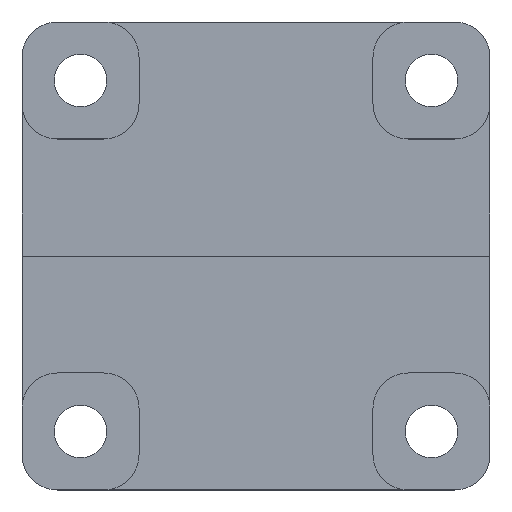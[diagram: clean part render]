
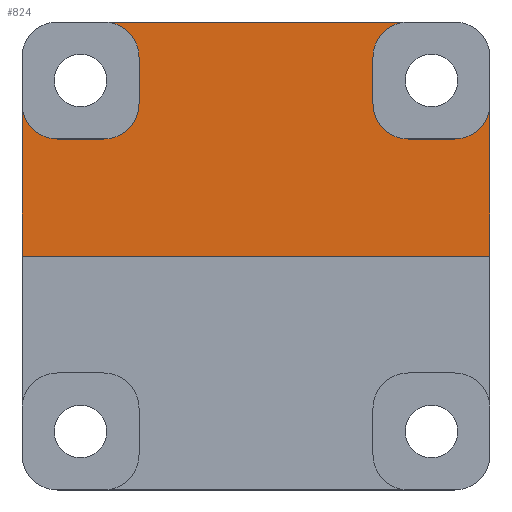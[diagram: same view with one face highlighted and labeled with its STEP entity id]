
A CAD part, top view. The second image highlights one B-rep face of the part: STEP entity #824.
In plain terms, the highlighted planar face has unit normal (0, 0, 1).
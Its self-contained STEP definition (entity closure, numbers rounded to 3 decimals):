
#35=PLANE('',#903);
#68=FACE_OUTER_BOUND('',#116,.T.);
#116=EDGE_LOOP('',(#641,#642,#643,#644,#645,#646,#647,#648,#649,#650,#651,
#652,#653,#654));
#147=LINE('',#1210,#227);
#154=LINE('',#1234,#234);
#160=LINE('',#1252,#240);
#167=LINE('',#1270,#247);
#173=LINE('',#1292,#253);
#180=LINE('',#1311,#260);
#181=LINE('',#1314,#261);
#183=LINE('',#1317,#263);
#227=VECTOR('',#960,10.);
#234=VECTOR('',#983,10.);
#240=VECTOR('',#1003,10.);
#247=VECTOR('',#1018,10.);
#253=VECTOR('',#1040,10.);
#260=VECTOR('',#1061,10.);
#261=VECTOR('',#1064,10.);
#263=VECTOR('',#1068,10.);
#306=CIRCLE('',#866,3.);
#311=CIRCLE('',#874,3.);
#312=CIRCLE('',#877,3.);
#316=CIRCLE('',#885,3.);
#321=CIRCLE('',#893,3.);
#322=CIRCLE('',#896,3.);
#347=VERTEX_POINT('',#1203);
#348=VERTEX_POINT('',#1205);
#349=VERTEX_POINT('',#1209);
#357=VERTEX_POINT('',#1229);
#358=VERTEX_POINT('',#1233);
#359=VERTEX_POINT('',#1237);
#363=VERTEX_POINT('',#1251);
#367=VERTEX_POINT('',#1260);
#368=VERTEX_POINT('',#1262);
#370=VERTEX_POINT('',#1268);
#377=VERTEX_POINT('',#1286);
#378=VERTEX_POINT('',#1290);
#379=VERTEX_POINT('',#1294);
#384=VERTEX_POINT('',#1313);
#427=EDGE_CURVE('',#348,#347,#306,.F.);
#429=EDGE_CURVE('',#349,#348,#147,.T.);
#439=EDGE_CURVE('',#357,#349,#311,.F.);
#441=EDGE_CURVE('',#358,#357,#154,.T.);
#443=EDGE_CURVE('',#359,#358,#312,.F.);
#450=EDGE_CURVE('',#359,#363,#160,.T.);
#455=EDGE_CURVE('',#367,#368,#316,.F.);
#459=EDGE_CURVE('',#370,#367,#167,.T.);
#468=EDGE_CURVE('',#377,#370,#321,.F.);
#470=EDGE_CURVE('',#378,#377,#173,.T.);
#472=EDGE_CURVE('',#379,#378,#322,.F.);
#480=EDGE_CURVE('',#368,#347,#180,.T.);
#481=EDGE_CURVE('',#384,#363,#181,.T.);
#483=EDGE_CURVE('',#379,#384,#183,.T.);
#641=ORIENTED_EDGE('',*,*,#470,.F.);
#642=ORIENTED_EDGE('',*,*,#472,.F.);
#643=ORIENTED_EDGE('',*,*,#483,.T.);
#644=ORIENTED_EDGE('',*,*,#481,.T.);
#645=ORIENTED_EDGE('',*,*,#450,.F.);
#646=ORIENTED_EDGE('',*,*,#443,.T.);
#647=ORIENTED_EDGE('',*,*,#441,.T.);
#648=ORIENTED_EDGE('',*,*,#439,.T.);
#649=ORIENTED_EDGE('',*,*,#429,.T.);
#650=ORIENTED_EDGE('',*,*,#427,.T.);
#651=ORIENTED_EDGE('',*,*,#480,.F.);
#652=ORIENTED_EDGE('',*,*,#455,.F.);
#653=ORIENTED_EDGE('',*,*,#459,.F.);
#654=ORIENTED_EDGE('',*,*,#468,.F.);
#824=ADVANCED_FACE('',(#68),#35,.T.);
#866=AXIS2_PLACEMENT_3D('',#1206,#955,#956);
#874=AXIS2_PLACEMENT_3D('',#1230,#978,#979);
#877=AXIS2_PLACEMENT_3D('',#1238,#987,#988);
#885=AXIS2_PLACEMENT_3D('',#1263,#1011,#1012);
#893=AXIS2_PLACEMENT_3D('',#1288,#1035,#1036);
#896=AXIS2_PLACEMENT_3D('',#1296,#1044,#1045);
#903=AXIS2_PLACEMENT_3D('',#1316,#1066,#1067);
#955=DIRECTION('center_axis',(0.,0.,1.));
#956=DIRECTION('ref_axis',(-0.707,0.707,0.));
#960=DIRECTION('',(0.,1.,0.));
#978=DIRECTION('center_axis',(0.,0.,1.));
#979=DIRECTION('ref_axis',(-0.707,-0.707,0.));
#983=DIRECTION('',(-1.,0.,0.));
#987=DIRECTION('center_axis',(0.,0.,1.));
#988=DIRECTION('ref_axis',(0.707,-0.707,0.));
#1003=DIRECTION('',(0.,-1.,0.));
#1011=DIRECTION('center_axis',(0.,0.,-1.));
#1012=DIRECTION('ref_axis',(0.707,0.707,0.));
#1018=DIRECTION('',(0.,1.,0.));
#1035=DIRECTION('center_axis',(0.,0.,-1.));
#1036=DIRECTION('ref_axis',(0.707,-0.707,0.));
#1040=DIRECTION('',(1.,0.,0.));
#1044=DIRECTION('center_axis',(0.,0.,-1.));
#1045=DIRECTION('ref_axis',(-0.707,-0.707,0.));
#1061=DIRECTION('',(1.,0.,0.));
#1064=DIRECTION('',(1.,0.,0.));
#1066=DIRECTION('center_axis',(0.,0.,1.));
#1067=DIRECTION('ref_axis',(1.,0.,0.));
#1068=DIRECTION('',(0.,-1.,0.));
#1203=CARTESIAN_POINT('',(13.,20.,1.));
#1205=CARTESIAN_POINT('',(10.,17.,1.));
#1206=CARTESIAN_POINT('Origin',(13.,17.,1.));
#1209=CARTESIAN_POINT('',(10.,13.,1.));
#1210=CARTESIAN_POINT('',(10.,10.,1.));
#1229=CARTESIAN_POINT('',(13.,10.,1.));
#1230=CARTESIAN_POINT('Origin',(13.,13.,1.));
#1233=CARTESIAN_POINT('',(17.,10.,1.));
#1234=CARTESIAN_POINT('',(15.,10.,1.));
#1237=CARTESIAN_POINT('',(20.,13.,1.));
#1238=CARTESIAN_POINT('Origin',(17.,13.,1.));
#1251=CARTESIAN_POINT('',(20.,0.,1.));
#1252=CARTESIAN_POINT('',(20.,0.,1.));
#1260=CARTESIAN_POINT('',(-10.,17.,1.));
#1262=CARTESIAN_POINT('',(-13.,20.,1.));
#1263=CARTESIAN_POINT('Origin',(-13.,17.,1.));
#1268=CARTESIAN_POINT('',(-10.,13.,1.));
#1270=CARTESIAN_POINT('',(-10.,10.,1.));
#1286=CARTESIAN_POINT('',(-13.,10.,1.));
#1288=CARTESIAN_POINT('Origin',(-13.,13.,1.));
#1290=CARTESIAN_POINT('',(-17.,10.,1.));
#1292=CARTESIAN_POINT('',(-15.,10.,1.));
#1294=CARTESIAN_POINT('',(-20.,13.,1.));
#1296=CARTESIAN_POINT('Origin',(-17.,13.,1.));
#1311=CARTESIAN_POINT('',(20.,20.,1.));
#1313=CARTESIAN_POINT('',(-20.,0.,1.));
#1314=CARTESIAN_POINT('',(0.,0.,1.));
#1316=CARTESIAN_POINT('Origin',(-10.,10.,1.));
#1317=CARTESIAN_POINT('',(-20.,0.,1.));
